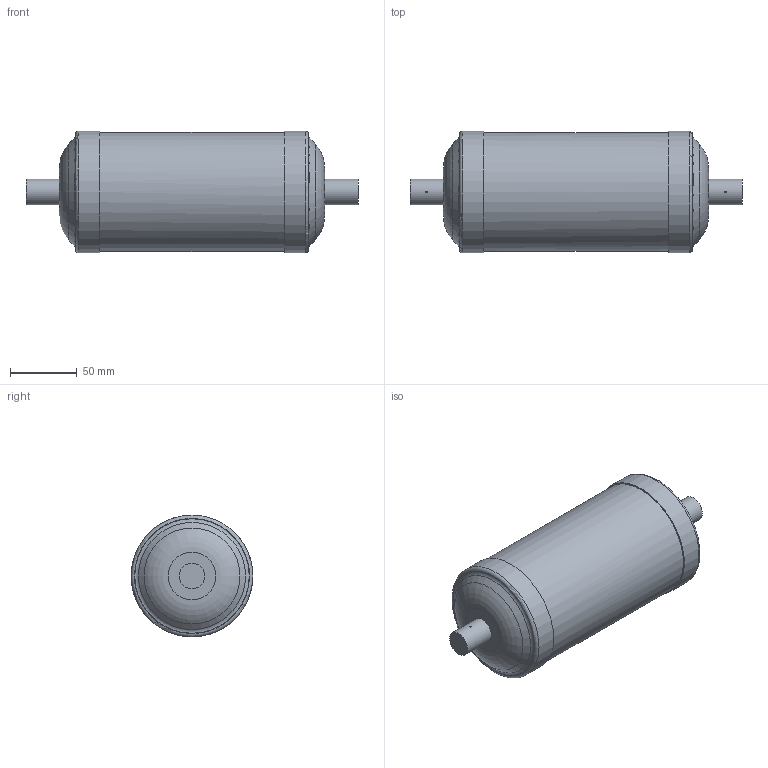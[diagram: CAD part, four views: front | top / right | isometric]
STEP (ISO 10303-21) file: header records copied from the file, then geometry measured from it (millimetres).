
FILE_DESCRIPTION(('TFLEX Exchange Step'),'2;1');
FILE_NAME('023B7135R - DFL 415s TW.stp', '2023-06-13T10:31:18+03:00',('RUCO2978'),('Unknown organisation'),'TFLEX Exchange 2022.1','T-FLEX CAD','Unknown authorisation');
FILE_SCHEMA( ('AP242_MANAGED_MODEL_BASED_3D_ENGINEERING_MIM_LF {1 0 10303 442 1 1 4 }') );
Length unit declared in the file: millimetre
Products named in the file (1): Nodes
Bounding box: 248 x 90.9 x 90.9 mm (x, y, z)
Volume: 1191560.6 mm3; surface area: 66330.3 mm2
Topology: 1 solids, 1 shells, 25 faces, 71 edges, 56 vertices
Faces by surface type: torus 8, plane 8, cylinder 5, sphere 2, cone 2
Full cylindrical faces by diameter (mm): 19 x2, 88.9 x1, 90.9 x2
Entity records: 1758 total; most frequent: CARTESIAN_POINT 1000, DIRECTION 165, ORIENTED_EDGE 142, AXIS2_PLACEMENT_3D 79, EDGE_CURVE 71, VERTEX_POINT 56, CIRCLE 52, EDGE_LOOP 33
